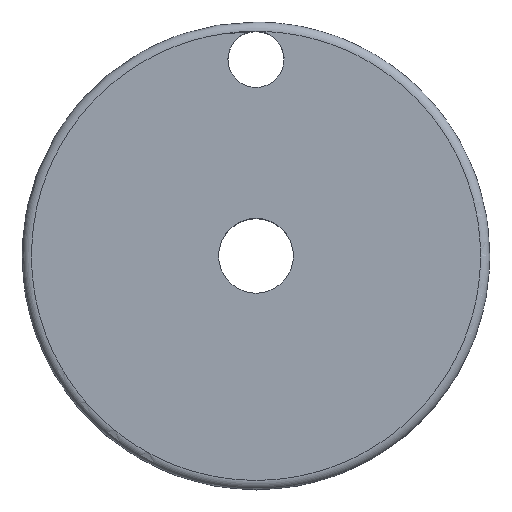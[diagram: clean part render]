
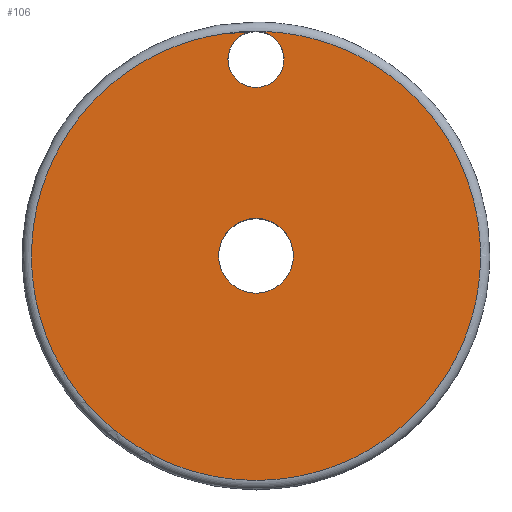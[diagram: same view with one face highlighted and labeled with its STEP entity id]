
A CAD part, top view. The second image highlights one B-rep face of the part: STEP entity #106.
In plain terms, the highlighted planar face has unit normal (0, 0, 1).
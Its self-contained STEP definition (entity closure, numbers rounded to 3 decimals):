
#19=FACE_BOUND('',#32,.T.);
#22=PLANE('',#138);
#25=FACE_OUTER_BOUND('',#31,.T.);
#31=EDGE_LOOP('',(#81,#82,#83,#84));
#32=EDGE_LOOP('',(#85));
#45=CIRCLE('',#135,1.5);
#46=CIRCLE('',#136,1.5);
#48=CIRCLE('',#139,12.);
#49=CIRCLE('',#140,12.);
#50=CIRCLE('',#141,2.);
#55=VERTEX_POINT('',#189);
#56=VERTEX_POINT('',#190);
#58=VERTEX_POINT('',#197);
#59=VERTEX_POINT('',#200);
#63=EDGE_CURVE('',#55,#56,#45,.T.);
#64=EDGE_CURVE('',#56,#55,#46,.T.);
#67=EDGE_CURVE('',#55,#58,#48,.T.);
#68=EDGE_CURVE('',#58,#55,#49,.T.);
#69=EDGE_CURVE('',#59,#59,#50,.T.);
#81=ORIENTED_EDGE('',*,*,#67,.F.);
#82=ORIENTED_EDGE('',*,*,#63,.T.);
#83=ORIENTED_EDGE('',*,*,#64,.T.);
#84=ORIENTED_EDGE('',*,*,#68,.F.);
#85=ORIENTED_EDGE('',*,*,#69,.T.);
#106=ADVANCED_FACE('',(#25,#19),#22,.T.);
#135=AXIS2_PLACEMENT_3D('',#191,#154,#155);
#136=AXIS2_PLACEMENT_3D('',#192,#156,#157);
#138=AXIS2_PLACEMENT_3D('',#196,#161,#162);
#139=AXIS2_PLACEMENT_3D('',#198,#163,#164);
#140=AXIS2_PLACEMENT_3D('',#199,#165,#166);
#141=AXIS2_PLACEMENT_3D('',#201,#167,#168);
#154=DIRECTION('center_axis',(0.,0.,-1.));
#155=DIRECTION('ref_axis',(1.,0.,0.));
#156=DIRECTION('center_axis',(0.,0.,-1.));
#157=DIRECTION('ref_axis',(1.,0.,0.));
#161=DIRECTION('center_axis',(0.,0.,1.));
#162=DIRECTION('ref_axis',(1.,0.,0.));
#163=DIRECTION('center_axis',(0.,0.,-1.));
#164=DIRECTION('ref_axis',(-1.,0.,0.));
#165=DIRECTION('center_axis',(0.,0.,-1.));
#166=DIRECTION('ref_axis',(-1.,0.,0.));
#167=DIRECTION('center_axis',(0.,0.,-1.));
#168=DIRECTION('ref_axis',(-1.,0.,0.));
#189=CARTESIAN_POINT('',(0.,12.,0.));
#190=CARTESIAN_POINT('',(-1.5,10.5,0.));
#191=CARTESIAN_POINT('Origin',(0.,10.5,0.));
#192=CARTESIAN_POINT('Origin',(0.,10.5,0.));
#196=CARTESIAN_POINT('Origin',(0.,0.,0.));
#197=CARTESIAN_POINT('',(-12.,0.,0.));
#198=CARTESIAN_POINT('Origin',(0.,0.,0.));
#199=CARTESIAN_POINT('Origin',(0.,0.,0.));
#200=CARTESIAN_POINT('',(2.,0.,0.));
#201=CARTESIAN_POINT('Origin',(0.,0.,0.));
